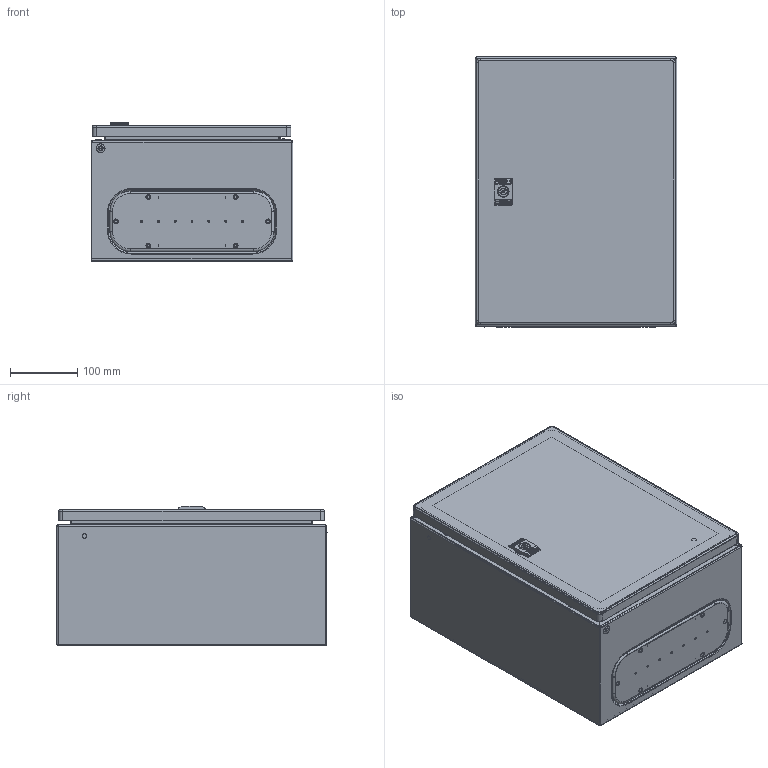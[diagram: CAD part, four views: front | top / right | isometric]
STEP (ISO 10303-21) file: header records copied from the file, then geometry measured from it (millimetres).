
FILE_DESCRIPTION(('STEP AP242'),'1');
FILE_NAME('nsycrn43200.stp','2018-10-26T09:28:03',('TraceParts'),('TraceParts S.A.'),'Spatial InterOp 3D',' ',' ');
FILE_SCHEMA(('AP242_MANAGED_MODEL_BASED_3D_ENGINEERING_MIM_LF {1 0 10303 442 1 1 4}'));
Length unit declared in the file: millimetre
Products named in the file (1): NSYCRN43200_ASM|BODY_CRN43_200#BODY_CRN43_200;BODY_CRN43_200
Bounding box: 300 x 401.2 x 207.31 mm (x, y, z)
Volume: 812819.2 mm3; surface area: 1184261.8 mm2
Topology: 5 solids, 15 shells, 2352 faces, 6170 edges, 3813 vertices
Faces by surface type: plane 883, cylinder 625, torus 258, cone 240, extrusion 146, bspline 114, sphere 84, revolution 2
Entity records: 81258 total; most frequent: CARTESIAN_POINT 24076, ORIENTED_EDGE 12154, DIRECTION 11702, EDGE_CURVE 6077, AXIS2_PLACEMENT_3D 4248, VERTEX_POINT 3813, VECTOR 3204, LINE 3058
